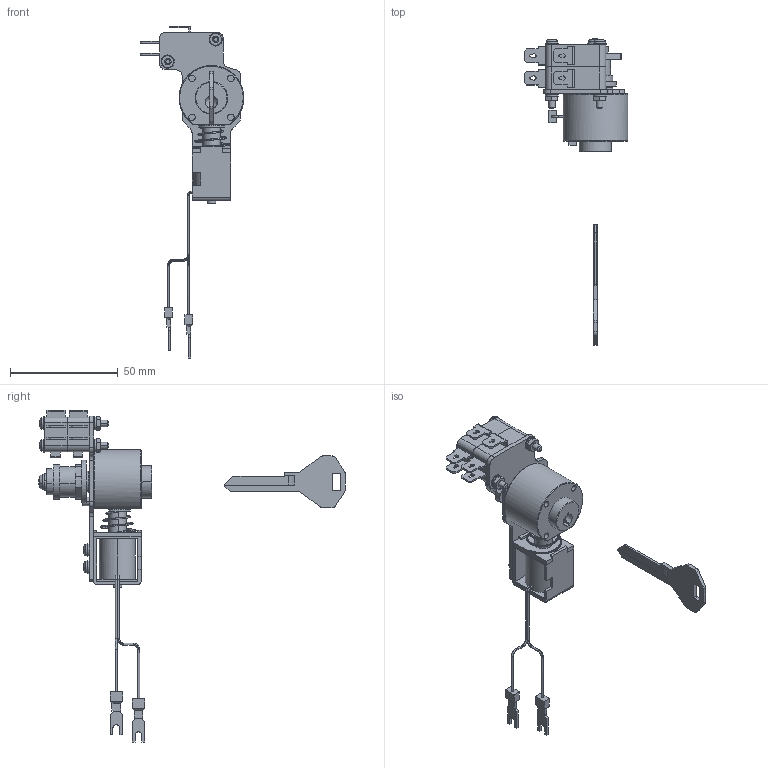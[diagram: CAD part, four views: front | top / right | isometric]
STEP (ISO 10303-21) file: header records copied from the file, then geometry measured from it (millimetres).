
FILE_DESCRIPTION((''),'2;1');
FILE_NAME('','2005-07-15T16:34:31',(''),(''),'','CADfix','');
FILE_SCHEMA(('AUTOMOTIVE_DESIGN'));
Length unit declared in the file: millimetre
Products named in the file (18): spring; screw_3; screw_4; nut; screw_1; switch; switch_cam; solenoid_4; solenoid_3; solenoid_2; solenoid_1; screw_2; retainer; lock; key; control_cam; bracket; TL_310_2_9055_36
Assembly tree (24 placements, depth 2):
  TL_310_2_9055_36
    spring
    screw_3  x2
    screw_4  x4
    nut  x2
    screw_1  x2
    switch  x2
    switch_cam
    solenoid_4
    solenoid_3
    solenoid_2
    solenoid_1
    screw_2
    retainer
    lock
    key
    control_cam
    bracket
Bounding box: 48 x 141.84 x 153.78 mm (x, y, z)
Volume: 41087.1 mm3; surface area: 26060.5 mm2
Topology: 24 solids, 24 shells, 816 faces, 2413 edges, 1687 vertices
Faces by surface type: bspline 816
Entity records: 20894 total; most frequent: CARTESIAN_POINT 10879, ORIENTED_EDGE 3352, EDGE_CURVE 1676, VERTEX_POINT 1175, QUASI_UNIFORM_CURVE 983, EDGE_LOOP 641, FACE_OUTER_BOUND 564, ADVANCED_FACE 564
